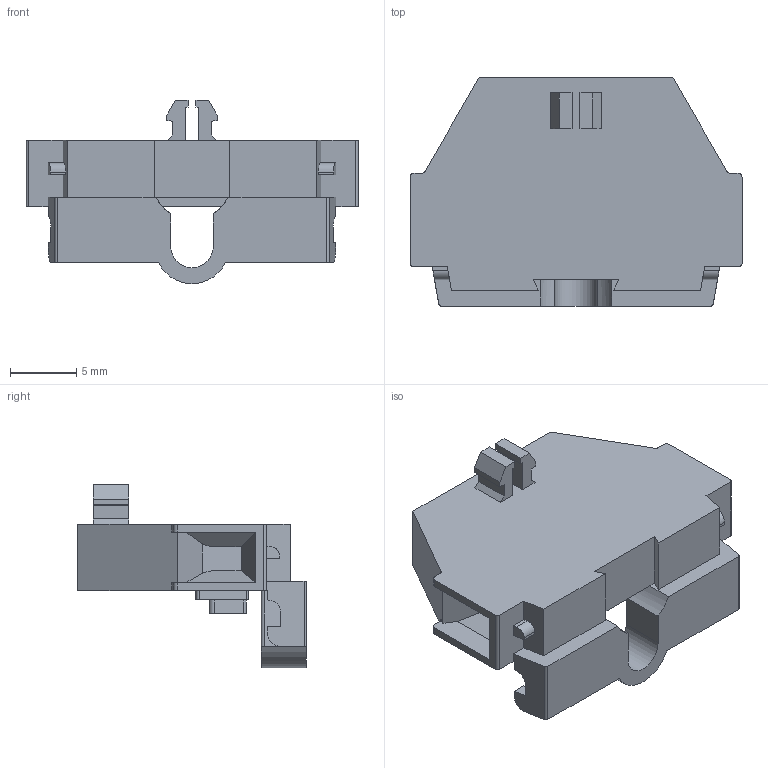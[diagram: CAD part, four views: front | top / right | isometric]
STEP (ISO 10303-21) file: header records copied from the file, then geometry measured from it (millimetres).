
FILE_DESCRIPTION((''),'2;1');
FILE_NAME('8YB759033','2024-02-29T',('dell'),(''),'PRO/ENGINEER BY PARAMETRIC TECHNOLOGY CORPORATION, 2013230','PRO/ENGINEER BY PARAMETRIC TECHNOLOGY CORPORATION, 2013230','');
FILE_SCHEMA(('AUTOMOTIVE_DESIGN { 1 0 10303 214 1 1 1 1 }'));
Length unit declared in the file: millimetre
Products named in the file (1): 8YB759033
Bounding box: 25 x 17.2 x 13.79 mm (x, y, z)
Volume: 1631.9 mm3; surface area: 1767.2 mm2
Topology: 1 solids, 1 shells, 189 faces, 542 edges, 358 vertices
Faces by surface type: plane 151, cylinder 38
Entity records: 6232 total; most frequent: CARTESIAN_POINT 1154, ORIENTED_EDGE 1084, DIRECTION 974, EDGE_CURVE 542, VECTOR 464, LINE 464, VERTEX_POINT 358, AXIS2_PLACEMENT_3D 255
